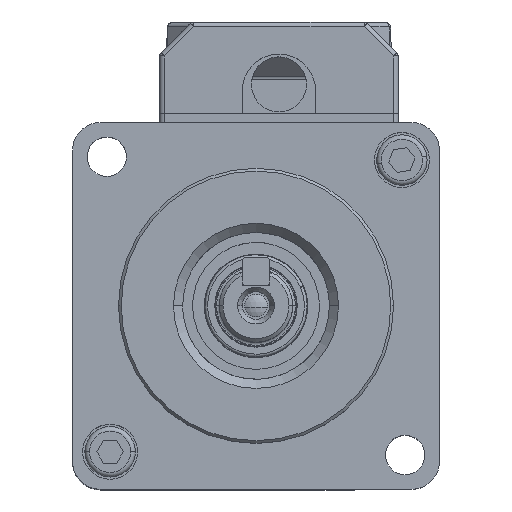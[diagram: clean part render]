
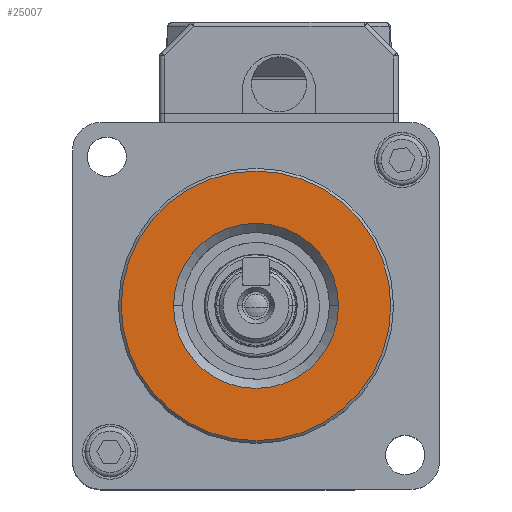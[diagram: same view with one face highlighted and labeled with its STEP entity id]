
A CAD part, top view. The second image highlights one B-rep face of the part: STEP entity #25007.
In plain terms, the highlighted planar face has unit normal (0, 0, 1).
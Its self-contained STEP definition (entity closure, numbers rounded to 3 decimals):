
#761 = CARTESIAN_POINT ( 'NONE',  ( 0., 0., -22.6 ) ) ;
#871 = CARTESIAN_POINT ( 'NONE',  ( -9., 0., -22.6 ) ) ;
#2907 = DIRECTION ( 'NONE',  ( -1., 0., 0. ) ) ;
#3088 = AXIS2_PLACEMENT_3D ( 'NONE', #21439, #8805, #23567 ) ;
#3251 = FACE_BOUND ( 'NONE', #3450, .T. ) ;
#3450 = EDGE_LOOP ( 'NONE', ( #10896, #5968 ) ) ;
#4543 = AXIS2_PLACEMENT_3D ( 'NONE', #20348, #7722, #22477 ) ;
#5673 = EDGE_CURVE ( 'NONE', #6306, #17755, #18829, .T. ) ;
#5963 = CARTESIAN_POINT ( 'NONE',  ( -14.7, 0., -22.6 ) ) ;
#5968 = ORIENTED_EDGE ( 'NONE', *, *, #5673, .T. ) ;
#6306 = VERTEX_POINT ( 'NONE', #871 ) ;
#6382 = VERTEX_POINT ( 'NONE', #22571 ) ;
#7085 = DIRECTION ( 'NONE',  ( 0., 0., 1. ) ) ;
#7237 = PLANE ( 'NONE',  #17468 ) ;
#7423 = CARTESIAN_POINT ( 'NONE',  ( 0., 0., -22.6 ) ) ;
#7722 = DIRECTION ( 'NONE',  ( 0., 0., 1. ) ) ;
#8805 = DIRECTION ( 'NONE',  ( 0., 0., -1. ) ) ;
#8948 = FACE_OUTER_BOUND ( 'NONE', #20082, .T. ) ;
#9557 = DIRECTION ( 'NONE',  ( -1., 0., 0. ) ) ;
#10711 = EDGE_CURVE ( 'NONE', #24652, #6382, #13979, .T. ) ;
#10896 = ORIENTED_EDGE ( 'NONE', *, *, #25359, .T. ) ;
#11000 = AXIS2_PLACEMENT_3D ( 'NONE', #19746, #7085, #21859 ) ;
#13979 = CIRCLE ( 'NONE', #4543, 14.7 ) ;
#15615 = DIRECTION ( 'NONE',  ( 0., 0., -1. ) ) ;
#16787 = CARTESIAN_POINT ( 'NONE',  ( 9., 0., -22.6 ) ) ;
#17468 = AXIS2_PLACEMENT_3D ( 'NONE', #7423, #22185, #9557 ) ;
#17755 = VERTEX_POINT ( 'NONE', #16787 ) ;
#18588 = AXIS2_PLACEMENT_3D ( 'NONE', #761, #15615, #2907 ) ;
#18829 = CIRCLE ( 'NONE', #18588, 9. ) ;
#19746 = CARTESIAN_POINT ( 'NONE',  ( 0., 0., -22.6 ) ) ;
#20082 = EDGE_LOOP ( 'NONE', ( #23806, #24309 ) ) ;
#20348 = CARTESIAN_POINT ( 'NONE',  ( 0., 0., -22.6 ) ) ;
#21358 = CIRCLE ( 'NONE', #11000, 14.7 ) ;
#21439 = CARTESIAN_POINT ( 'NONE',  ( 0., 0., -22.6 ) ) ;
#21859 = DIRECTION ( 'NONE',  ( -1., 0., 0. ) ) ;
#22185 = DIRECTION ( 'NONE',  ( 0., 0., -1. ) ) ;
#22477 = DIRECTION ( 'NONE',  ( -1., 0., 0. ) ) ;
#22571 = CARTESIAN_POINT ( 'NONE',  ( 14.7, 0., -22.6 ) ) ;
#23567 = DIRECTION ( 'NONE',  ( -1., 0., 0. ) ) ;
#23750 = CIRCLE ( 'NONE', #3088, 9. ) ;
#23806 = ORIENTED_EDGE ( 'NONE', *, *, #10711, .T. ) ;
#24309 = ORIENTED_EDGE ( 'NONE', *, *, #26108, .T. ) ;
#24652 = VERTEX_POINT ( 'NONE', #5963 ) ;
#25007 = ADVANCED_FACE ( 'NONE', ( #8948, #3251 ), #7237, .F. ) ;
#25359 = EDGE_CURVE ( 'NONE', #17755, #6306, #23750, .T. ) ;
#26108 = EDGE_CURVE ( 'NONE', #6382, #24652, #21358, .T. ) ;
